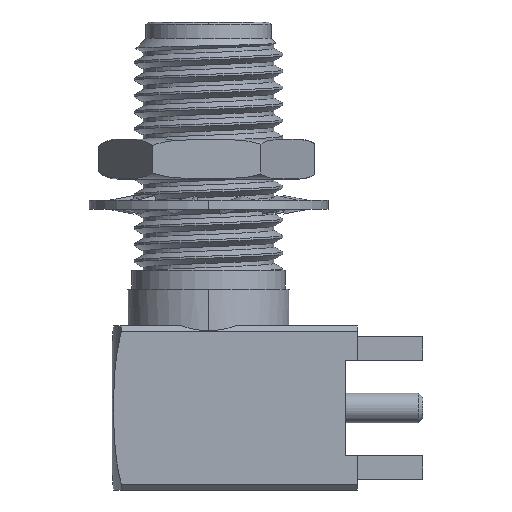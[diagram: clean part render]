
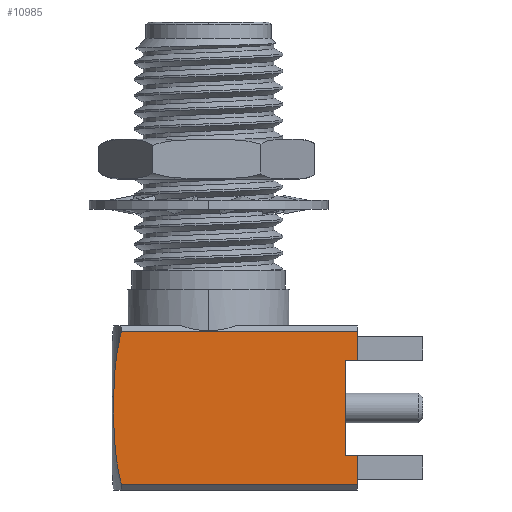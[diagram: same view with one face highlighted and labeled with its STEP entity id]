
A CAD part, left-side view. The second image highlights one B-rep face of the part: STEP entity #10985.
In plain terms, the highlighted planar face has unit normal (-1, 0, 0).
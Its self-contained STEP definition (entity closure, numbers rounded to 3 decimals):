
#720 = VERTEX_POINT ( 'NONE', #24400 ) ;
#791 = VECTOR ( 'NONE', #1632, 1000. ) ;
#934 = CARTESIAN_POINT ( 'NONE',  ( -3.5, 10.295, -2.179 ) ) ;
#1167 = CARTESIAN_POINT ( 'NONE',  ( -3.5, 0., -2.03 ) ) ;
#1632 = DIRECTION ( 'NONE',  ( 0., -1., 0. ) ) ;
#1634 = EDGE_CURVE ( 'NONE', #21498, #720, #11783, .T. ) ;
#1713 = EDGE_CURVE ( 'NONE', #11875, #9565, #23303, .T. ) ;
#1757 = DIRECTION ( 'NONE',  ( 0., -1., 0. ) ) ;
#2472 = VECTOR ( 'NONE', #15311, 1000. ) ;
#3044 = CARTESIAN_POINT ( 'NONE',  ( -3.5, 0.5, -2.03 ) ) ;
#3172 = CARTESIAN_POINT ( 'NONE',  ( -3.5, 10.387, -1.094 ) ) ;
#3315 = CARTESIAN_POINT ( 'NONE',  ( -3.5, 0.5, 2.03 ) ) ;
#3702 = CARTESIAN_POINT ( 'NONE',  ( -3.5, 0., 3.25 ) ) ;
#4093 = CARTESIAN_POINT ( 'NONE',  ( -3.5, 0., 3.25 ) ) ;
#4367 = CARTESIAN_POINT ( 'NONE',  ( -3.5, 0., -3.25 ) ) ;
#4526 = CARTESIAN_POINT ( 'NONE',  ( -3.5, 0.5, 0. ) ) ;
#4736 = PLANE ( 'NONE',  #14005 ) ;
#5166 = CARTESIAN_POINT ( 'NONE',  ( -3.5, 10.294, 2.18 ) ) ;
#5423 = ORIENTED_EDGE ( 'NONE', *, *, #17675, .F. ) ;
#5502 = VERTEX_POINT ( 'NONE', #8004 ) ;
#5864 = ORIENTED_EDGE ( 'NONE', *, *, #5897, .T. ) ;
#5897 = EDGE_CURVE ( 'NONE', #5502, #21118, #25718, .T. ) ;
#6085 = LINE ( 'NONE', #3702, #22946 ) ;
#6225 = EDGE_CURVE ( 'NONE', #18944, #9565, #17446, .T. ) ;
#6730 = FACE_OUTER_BOUND ( 'NONE', #21897, .T. ) ;
#7097 = EDGE_CURVE ( 'NONE', #720, #18944, #21994, .T. ) ;
#8004 = CARTESIAN_POINT ( 'NONE',  ( -3.5, 0.5, 2.03 ) ) ;
#8249 = EDGE_CURVE ( 'NONE', #21498, #9351, #17742, .T. ) ;
#8252 = CARTESIAN_POINT ( 'NONE',  ( -3.5, 0., 2.03 ) ) ;
#9038 = EDGE_CURVE ( 'NONE', #21118, #9351, #6085, .T. ) ;
#9172 = CARTESIAN_POINT ( 'NONE',  ( -3.5, 0., 3.25 ) ) ;
#9351 = VERTEX_POINT ( 'NONE', #4093 ) ;
#9559 = CARTESIAN_POINT ( 'NONE',  ( -3.5, 10.402, -0.549 ) ) ;
#9565 = VERTEX_POINT ( 'NONE', #1167 ) ;
#10549 = ORIENTED_EDGE ( 'NONE', *, *, #9038, .T. ) ;
#10887 = VECTOR ( 'NONE', #14787, 1000. ) ;
#10985 = ADVANCED_FACE ( 'NONE', ( #6730 ), #4736, .F. ) ;
#11124 = DIRECTION ( 'NONE',  ( 0., 0., -1. ) ) ;
#11559 = CARTESIAN_POINT ( 'NONE',  ( -3.5, 10.402, 0.546 ) ) ;
#11783 = B_SPLINE_CURVE_WITH_KNOTS ( 'NONE', 3,
 ( #13556, #21299, #5166, #21701, #11559, #9559, #3172, #934, #15161, #13685 ),
 .UNSPECIFIED., .F., .F.,
 ( 4, 2, 2, 2, 4 ),
 ( 0.009, 0.01, 0.012, 0.014, 0.015 ),
 .UNSPECIFIED. ) ;
#11875 = VERTEX_POINT ( 'NONE', #14071 ) ;
#12851 = CARTESIAN_POINT ( 'NONE',  ( -3.5, 10.45, 3.25 ) ) ;
#13186 = ORIENTED_EDGE ( 'NONE', *, *, #8249, .F. ) ;
#13233 = ORIENTED_EDGE ( 'NONE', *, *, #6225, .T. ) ;
#13556 = CARTESIAN_POINT ( 'NONE',  ( -3.5, 10.073, 3.25 ) ) ;
#13685 = CARTESIAN_POINT ( 'NONE',  ( -3.5, 10.073, -3.25 ) ) ;
#14005 = AXIS2_PLACEMENT_3D ( 'NONE', #12851, #20996, #11124 ) ;
#14071 = CARTESIAN_POINT ( 'NONE',  ( -3.5, 0.5, -2.03 ) ) ;
#14310 = VECTOR ( 'NONE', #19429, 1000. ) ;
#14390 = VECTOR ( 'NONE', #1757, 1000. ) ;
#14787 = DIRECTION ( 'NONE',  ( 0., 0., -1. ) ) ;
#15159 = CARTESIAN_POINT ( 'NONE',  ( -3.5, 10.073, 3.25 ) ) ;
#15161 = CARTESIAN_POINT ( 'NONE',  ( -3.5, 10.214, -2.718 ) ) ;
#15311 = DIRECTION ( 'NONE',  ( 0., 0., 1. ) ) ;
#15712 = DIRECTION ( 'NONE',  ( 0., -1., 0. ) ) ;
#15932 = ORIENTED_EDGE ( 'NONE', *, *, #1713, .F. ) ;
#16722 = ORIENTED_EDGE ( 'NONE', *, *, #1634, .T. ) ;
#17446 = LINE ( 'NONE', #9172, #2472 ) ;
#17675 = EDGE_CURVE ( 'NONE', #5502, #11875, #20133, .T. ) ;
#17742 = LINE ( 'NONE', #22394, #791 ) ;
#18944 = VERTEX_POINT ( 'NONE', #4367 ) ;
#18985 = ORIENTED_EDGE ( 'NONE', *, *, #7097, .T. ) ;
#19429 = DIRECTION ( 'NONE',  ( 0., -1., 0. ) ) ;
#20133 = LINE ( 'NONE', #4526, #10887 ) ;
#20341 = VECTOR ( 'NONE', #15712, 1000. ) ;
#20996 = DIRECTION ( 'NONE',  ( 1., 0., 0. ) ) ;
#21118 = VERTEX_POINT ( 'NONE', #8252 ) ;
#21299 = CARTESIAN_POINT ( 'NONE',  ( -3.5, 10.214, 2.719 ) ) ;
#21498 = VERTEX_POINT ( 'NONE', #15159 ) ;
#21701 = CARTESIAN_POINT ( 'NONE',  ( -3.5, 10.387, 1.094 ) ) ;
#21897 = EDGE_LOOP ( 'NONE', ( #5864, #10549, #13186, #16722, #18985, #13233, #15932, #5423 ) ) ;
#21994 = LINE ( 'NONE', #25875, #14390 ) ;
#22394 = CARTESIAN_POINT ( 'NONE',  ( -3.5, 10.45, 3.25 ) ) ;
#22946 = VECTOR ( 'NONE', #26372, 1000. ) ;
#23303 = LINE ( 'NONE', #3044, #14310 ) ;
#24400 = CARTESIAN_POINT ( 'NONE',  ( -3.5, 10.073, -3.25 ) ) ;
#25718 = LINE ( 'NONE', #3315, #20341 ) ;
#25875 = CARTESIAN_POINT ( 'NONE',  ( -3.5, 10.45, -3.25 ) ) ;
#26372 = DIRECTION ( 'NONE',  ( 0., 0., 1. ) ) ;
